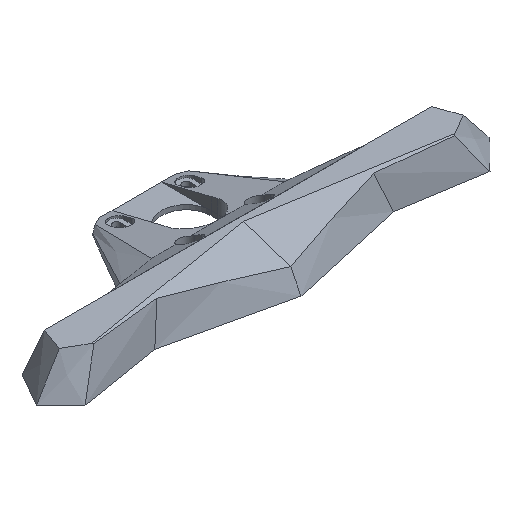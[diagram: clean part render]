
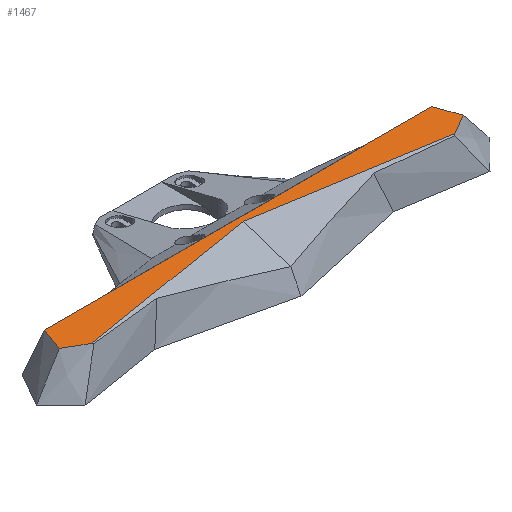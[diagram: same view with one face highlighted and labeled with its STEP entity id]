
A CAD part, isometric view. The second image highlights one B-rep face of the part: STEP entity #1467.
In plain terms, the highlighted planar face has unit normal (0, 0, 1).
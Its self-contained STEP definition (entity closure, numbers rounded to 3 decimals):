
#295 = EDGE_CURVE('',#296,#298,#300,.T.);
#296 = VERTEX_POINT('',#297);
#297 = CARTESIAN_POINT('',(-89.77,-10.359,16.));
#298 = VERTEX_POINT('',#299);
#299 = CARTESIAN_POINT('',(-86.,0.,16.));
#300 = LINE('',#301,#302);
#301 = CARTESIAN_POINT('',(-89.77,-10.359,16.));
#302 = VECTOR('',#303,1.);
#303 = DIRECTION('',(0.342,0.94,0.));
#325 = VERTEX_POINT('',#326);
#326 = CARTESIAN_POINT('',(86.,0.,16.));
#331 = EDGE_CURVE('',#325,#298,#332,.T.);
#332 = LINE('',#333,#334);
#333 = CARTESIAN_POINT('',(86.,0.,16.));
#334 = VECTOR('',#335,1.);
#335 = DIRECTION('',(-1.,0.,0.));
#1103 = EDGE_CURVE('',#1104,#325,#1106,.T.);
#1104 = VERTEX_POINT('',#1105);
#1105 = CARTESIAN_POINT('',(89.77,-10.359,16.));
#1106 = LINE('',#1107,#1108);
#1107 = CARTESIAN_POINT('',(89.77,-10.359,16.));
#1108 = VECTOR('',#1109,1.);
#1109 = DIRECTION('',(-0.342,0.94,0.));
#1127 = VERTEX_POINT('',#1128);
#1128 = CARTESIAN_POINT('',(80.783,-15.548,16.));
#1149 = EDGE_CURVE('',#1127,#1104,#1150,.T.);
#1150 = LINE('',#1151,#1152);
#1151 = CARTESIAN_POINT('',(80.,-16.,16.));
#1152 = VECTOR('',#1153,1.);
#1153 = DIRECTION('',(0.866,0.5,0.));
#1367 = EDGE_CURVE('',#296,#1368,#1370,.T.);
#1368 = VERTEX_POINT('',#1369);
#1369 = CARTESIAN_POINT('',(-80.783,-15.548,16.));
#1370 = LINE('',#1371,#1372);
#1371 = CARTESIAN_POINT('',(-89.77,-10.359,16.));
#1372 = VECTOR('',#1373,1.);
#1373 = DIRECTION('',(0.866,-0.5,0.));
#1467 = ADVANCED_FACE('',(#1468),#1599,.T.);
#1468 = FACE_BOUND('',#1469,.T.);
#1469 = EDGE_LOOP('',(#1470,#1471,#1472,#1535,#1596,#1597,#1598));
#1470 = ORIENTED_EDGE('',*,*,#295,.F.);
#1471 = ORIENTED_EDGE('',*,*,#1367,.T.);
#1472 = ORIENTED_EDGE('',*,*,#1473,.F.);
#1473 = EDGE_CURVE('',#1474,#1368,#1476,.T.);
#1474 = VERTEX_POINT('',#1475);
#1475 = CARTESIAN_POINT('',(0.,-2.308,16.));
#1476 = B_SPLINE_CURVE_WITH_KNOTS('',8,(#1477,#1478,#1479,#1480,#1481,
    #1482,#1483,#1484,#1485,#1486,#1487,#1488,#1489,#1490,#1491,#1492,
    #1493,#1494,#1495,#1496,#1497,#1498,#1499,#1500,#1501,#1502,#1503,
    #1504,#1505,#1506,#1507,#1508,#1509,#1510,#1511,#1512,#1513,#1514,
    #1515,#1516,#1517,#1518,#1519,#1520,#1521,#1522,#1523,#1524,#1525,
    #1526,#1527,#1528,#1529,#1530,#1531,#1532,#1533,#1534),
  .UNSPECIFIED.,.F.,.F.,(9,7,7,7,7,7,7,7,9),(0.,0.455,
    0.775,0.887,0.943,0.972,
    0.985,0.992,1.),.UNSPECIFIED.);
#1477 = CARTESIAN_POINT('',(0.,-2.308,16.));
#1478 = CARTESIAN_POINT('',(-5.136,-3.149,16.));
#1479 = CARTESIAN_POINT('',(-10.271,-3.991,16.));
#1480 = CARTESIAN_POINT('',(-15.406,-4.833,16.));
#1481 = CARTESIAN_POINT('',(-20.541,-5.674,16.));
#1482 = CARTESIAN_POINT('',(-25.674,-6.516,16.));
#1483 = CARTESIAN_POINT('',(-30.806,-7.357,16.));
#1484 = CARTESIAN_POINT('',(-35.937,-8.198,16.));
#1485 = CARTESIAN_POINT('',(-44.669,-9.629,16.));
#1486 = CARTESIAN_POINT('',(-48.272,-10.219,16.));
#1487 = CARTESIAN_POINT('',(-51.873,-10.809,16.));
#1488 = CARTESIAN_POINT('',(-55.472,-11.399,16.));
#1489 = CARTESIAN_POINT('',(-59.068,-11.989,16.));
#1490 = CARTESIAN_POINT('',(-62.661,-12.578,16.));
#1491 = CARTESIAN_POINT('',(-66.248,-13.166,16.));
#1492 = CARTESIAN_POINT('',(-71.081,-13.957,16.));
#1493 = CARTESIAN_POINT('',(-72.332,-14.163,16.));
#1494 = CARTESIAN_POINT('',(-73.582,-14.368,16.));
#1495 = CARTESIAN_POINT('',(-74.831,-14.572,16.));
#1496 = CARTESIAN_POINT('',(-76.079,-14.777,16.));
#1497 = CARTESIAN_POINT('',(-77.325,-14.981,16.));
#1498 = CARTESIAN_POINT('',(-78.569,-15.185,16.));
#1499 = CARTESIAN_POINT('',(-80.437,-15.491,16.));
#1500 = CARTESIAN_POINT('',(-81.063,-15.594,16.));
#1501 = CARTESIAN_POINT('',(-81.688,-15.696,16.));
#1502 = CARTESIAN_POINT('',(-82.312,-15.798,16.));
#1503 = CARTESIAN_POINT('',(-82.935,-15.9,16.));
#1504 = CARTESIAN_POINT('',(-83.558,-16.003,16.));
#1505 = CARTESIAN_POINT('',(-84.18,-16.104,16.));
#1506 = CARTESIAN_POINT('',(-85.114,-16.257,16.));
#1507 = CARTESIAN_POINT('',(-85.426,-16.309,16.));
#1508 = CARTESIAN_POINT('',(-85.739,-16.36,16.));
#1509 = CARTESIAN_POINT('',(-86.051,-16.411,16.));
#1510 = CARTESIAN_POINT('',(-86.362,-16.462,16.));
#1511 = CARTESIAN_POINT('',(-86.674,-16.513,16.));
#1512 = CARTESIAN_POINT('',(-86.985,-16.564,16.));
#1513 = CARTESIAN_POINT('',(-87.446,-16.64,16.));
#1514 = CARTESIAN_POINT('',(-87.595,-16.664,16.));
#1515 = CARTESIAN_POINT('',(-87.745,-16.689,16.));
#1516 = CARTESIAN_POINT('',(-87.895,-16.713,16.));
#1517 = CARTESIAN_POINT('',(-88.044,-16.738,16.));
#1518 = CARTESIAN_POINT('',(-88.194,-16.762,16.));
#1519 = CARTESIAN_POINT('',(-88.344,-16.787,16.));
#1520 = CARTESIAN_POINT('',(-88.568,-16.824,16.));
#1521 = CARTESIAN_POINT('',(-88.643,-16.836,16.));
#1522 = CARTESIAN_POINT('',(-88.718,-16.848,16.));
#1523 = CARTESIAN_POINT('',(-88.793,-16.86,16.));
#1524 = CARTESIAN_POINT('',(-88.868,-16.873,16.));
#1525 = CARTESIAN_POINT('',(-88.942,-16.885,16.));
#1526 = CARTESIAN_POINT('',(-89.017,-16.897,16.));
#1527 = CARTESIAN_POINT('',(-89.177,-16.923,16.));
#1528 = CARTESIAN_POINT('',(-89.262,-16.937,16.));
#1529 = CARTESIAN_POINT('',(-89.347,-16.951,16.));
#1530 = CARTESIAN_POINT('',(-89.431,-16.965,16.));
#1531 = CARTESIAN_POINT('',(-89.516,-16.979,16.));
#1532 = CARTESIAN_POINT('',(-89.601,-16.993,16.));
#1533 = CARTESIAN_POINT('',(-89.686,-17.007,16.));
#1534 = CARTESIAN_POINT('',(-89.77,-17.021,16.));
#1535 = ORIENTED_EDGE('',*,*,#1536,.T.);
#1536 = EDGE_CURVE('',#1474,#1127,#1537,.T.);
#1537 = B_SPLINE_CURVE_WITH_KNOTS('',8,(#1538,#1539,#1540,#1541,#1542,
    #1543,#1544,#1545,#1546,#1547,#1548,#1549,#1550,#1551,#1552,#1553,
    #1554,#1555,#1556,#1557,#1558,#1559,#1560,#1561,#1562,#1563,#1564,
    #1565,#1566,#1567,#1568,#1569,#1570,#1571,#1572,#1573,#1574,#1575,
    #1576,#1577,#1578,#1579,#1580,#1581,#1582,#1583,#1584,#1585,#1586,
    #1587,#1588,#1589,#1590,#1591,#1592,#1593,#1594,#1595),
  .UNSPECIFIED.,.F.,.F.,(9,7,7,7,7,7,7,7,9),(0.,0.455,
    0.775,0.887,0.943,0.972,
    0.985,0.992,1.),.UNSPECIFIED.);
#1538 = CARTESIAN_POINT('',(0.,-2.308,16.));
#1539 = CARTESIAN_POINT('',(5.136,-3.149,16.));
#1540 = CARTESIAN_POINT('',(10.271,-3.991,16.));
#1541 = CARTESIAN_POINT('',(15.406,-4.833,16.));
#1542 = CARTESIAN_POINT('',(20.541,-5.674,16.));
#1543 = CARTESIAN_POINT('',(25.674,-6.516,16.));
#1544 = CARTESIAN_POINT('',(30.806,-7.357,16.));
#1545 = CARTESIAN_POINT('',(35.937,-8.198,16.));
#1546 = CARTESIAN_POINT('',(44.669,-9.629,16.));
#1547 = CARTESIAN_POINT('',(48.272,-10.219,16.));
#1548 = CARTESIAN_POINT('',(51.873,-10.809,16.));
#1549 = CARTESIAN_POINT('',(55.472,-11.399,16.));
#1550 = CARTESIAN_POINT('',(59.068,-11.989,16.));
#1551 = CARTESIAN_POINT('',(62.661,-12.578,16.));
#1552 = CARTESIAN_POINT('',(66.248,-13.166,16.));
#1553 = CARTESIAN_POINT('',(71.081,-13.957,16.));
#1554 = CARTESIAN_POINT('',(72.332,-14.163,16.));
#1555 = CARTESIAN_POINT('',(73.582,-14.368,16.));
#1556 = CARTESIAN_POINT('',(74.831,-14.572,16.));
#1557 = CARTESIAN_POINT('',(76.079,-14.777,16.));
#1558 = CARTESIAN_POINT('',(77.325,-14.981,16.));
#1559 = CARTESIAN_POINT('',(78.569,-15.185,16.));
#1560 = CARTESIAN_POINT('',(80.437,-15.491,16.));
#1561 = CARTESIAN_POINT('',(81.063,-15.594,16.));
#1562 = CARTESIAN_POINT('',(81.688,-15.696,16.));
#1563 = CARTESIAN_POINT('',(82.312,-15.798,16.));
#1564 = CARTESIAN_POINT('',(82.935,-15.9,16.));
#1565 = CARTESIAN_POINT('',(83.558,-16.003,16.));
#1566 = CARTESIAN_POINT('',(84.18,-16.104,16.));
#1567 = CARTESIAN_POINT('',(85.114,-16.257,16.));
#1568 = CARTESIAN_POINT('',(85.426,-16.309,16.));
#1569 = CARTESIAN_POINT('',(85.739,-16.36,16.));
#1570 = CARTESIAN_POINT('',(86.051,-16.411,16.));
#1571 = CARTESIAN_POINT('',(86.362,-16.462,16.));
#1572 = CARTESIAN_POINT('',(86.674,-16.513,16.));
#1573 = CARTESIAN_POINT('',(86.985,-16.564,16.));
#1574 = CARTESIAN_POINT('',(87.446,-16.64,16.));
#1575 = CARTESIAN_POINT('',(87.595,-16.664,16.));
#1576 = CARTESIAN_POINT('',(87.745,-16.689,16.));
#1577 = CARTESIAN_POINT('',(87.895,-16.713,16.));
#1578 = CARTESIAN_POINT('',(88.044,-16.738,16.));
#1579 = CARTESIAN_POINT('',(88.194,-16.762,16.));
#1580 = CARTESIAN_POINT('',(88.344,-16.787,16.));
#1581 = CARTESIAN_POINT('',(88.568,-16.824,16.));
#1582 = CARTESIAN_POINT('',(88.643,-16.836,16.));
#1583 = CARTESIAN_POINT('',(88.718,-16.848,16.));
#1584 = CARTESIAN_POINT('',(88.793,-16.86,16.));
#1585 = CARTESIAN_POINT('',(88.868,-16.873,16.));
#1586 = CARTESIAN_POINT('',(88.942,-16.885,16.));
#1587 = CARTESIAN_POINT('',(89.017,-16.897,16.));
#1588 = CARTESIAN_POINT('',(89.177,-16.923,16.));
#1589 = CARTESIAN_POINT('',(89.262,-16.937,16.));
#1590 = CARTESIAN_POINT('',(89.347,-16.951,16.));
#1591 = CARTESIAN_POINT('',(89.431,-16.965,16.));
#1592 = CARTESIAN_POINT('',(89.516,-16.979,16.));
#1593 = CARTESIAN_POINT('',(89.601,-16.993,16.));
#1594 = CARTESIAN_POINT('',(89.686,-17.007,16.));
#1595 = CARTESIAN_POINT('',(89.77,-17.021,16.));
#1596 = ORIENTED_EDGE('',*,*,#1149,.T.);
#1597 = ORIENTED_EDGE('',*,*,#1103,.T.);
#1598 = ORIENTED_EDGE('',*,*,#331,.T.);
#1599 = PLANE('',#1600);
#1600 = AXIS2_PLACEMENT_3D('',#1601,#1602,#1603);
#1601 = CARTESIAN_POINT('',(0.,-7.588,16.));
#1602 = DIRECTION('',(0.,0.,1.));
#1603 = DIRECTION('',(1.,0.,0.));
